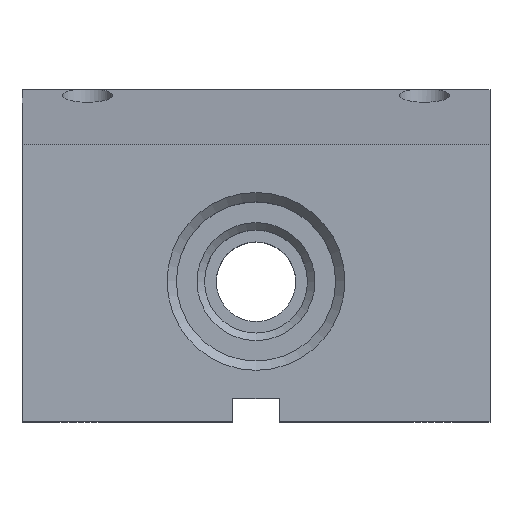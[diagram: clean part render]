
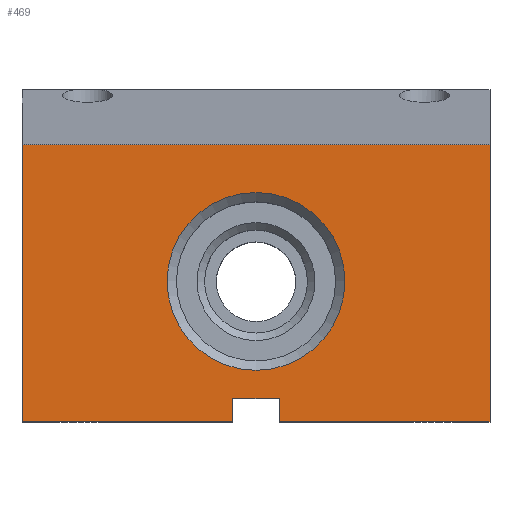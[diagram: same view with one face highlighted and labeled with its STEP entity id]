
A CAD part, top view. The second image highlights one B-rep face of the part: STEP entity #469.
In plain terms, the highlighted planar face has unit normal (0, 0, 1).
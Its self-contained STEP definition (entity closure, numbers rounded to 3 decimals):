
#469 = ADVANCED_FACE( '', ( #1015, #1016 ), #1017, .F. );
#1015 = FACE_BOUND( '', #1641, .T. );
#1016 = FACE_OUTER_BOUND( '', #1642, .T. );
#1017 = PLANE( '', #1643 );
#1641 = EDGE_LOOP( '', ( #2935 ) );
#1642 = EDGE_LOOP( '', ( #2936, #2937, #2938, #2939, #2940, #2941, #2942, #2943 ) );
#1643 = AXIS2_PLACEMENT_3D( '', #2944, #2945, #2946 );
#2935 = ORIENTED_EDGE( '', *, *, #4229, .T. );
#2936 = ORIENTED_EDGE( '', *, *, #4201, .F. );
#2937 = ORIENTED_EDGE( '', *, *, #4350, .F. );
#2938 = ORIENTED_EDGE( '', *, *, #4351, .F. );
#2939 = ORIENTED_EDGE( '', *, *, #4057, .F. );
#2940 = ORIENTED_EDGE( '', *, *, #4134, .T. );
#2941 = ORIENTED_EDGE( '', *, *, #4352, .T. );
#2942 = ORIENTED_EDGE( '', *, *, #4353, .F. );
#2943 = ORIENTED_EDGE( '', *, *, #4354, .F. );
#2944 = CARTESIAN_POINT( '', ( 25., 17.75, 12.5 ) );
#2945 = DIRECTION( '', ( 0., 0., -1. ) );
#2946 = DIRECTION( '', ( 0., 1., 0. ) );
#4057 = EDGE_CURVE( '', #4986, #4988, #4989, .T. );
#4134 = EDGE_CURVE( '', #4986, #5109, #5111, .T. );
#4201 = EDGE_CURVE( '', #5209, #5205, #5211, .T. );
#4229 = EDGE_CURVE( '', #5256, #5256, #5257, .T. );
#4350 = EDGE_CURVE( '', #5432, #5209, #5433, .T. );
#4351 = EDGE_CURVE( '', #4988, #5432, #5434, .T. );
#4352 = EDGE_CURVE( '', #5109, #5435, #5436, .T. );
#4353 = EDGE_CURVE( '', #5437, #5435, #5438, .T. );
#4354 = EDGE_CURVE( '', #5205, #5437, #5439, .T. );
#4986 = VERTEX_POINT( '', #6341 );
#4988 = VERTEX_POINT( '', #6344 );
#4989 = LINE( '', #6345, #6346 );
#5109 = VERTEX_POINT( '', #6537 );
#5111 = LINE( '', #6540, #6541 );
#5205 = VERTEX_POINT( '', #6674 );
#5209 = VERTEX_POINT( '', #6680 );
#5211 = LINE( '', #6683, #6684 );
#5256 = VERTEX_POINT( '', #6748 );
#5257 = CIRCLE( '', #6749, 9.5 );
#5432 = VERTEX_POINT( '', #7017 );
#5433 = LINE( '', #7018, #7019 );
#5434 = LINE( '', #7020, #7021 );
#5435 = VERTEX_POINT( '', #7022 );
#5436 = LINE( '', #7023, #7024 );
#5437 = VERTEX_POINT( '', #7025 );
#5438 = LINE( '', #7026, #7027 );
#5439 = LINE( '', #7028, #7029 );
#6341 = CARTESIAN_POINT( '', ( 25., 11.85, 12.5 ) );
#6344 = CARTESIAN_POINT( '', ( 25., -17.75, 12.5 ) );
#6345 = CARTESIAN_POINT( '', ( 25., 17.75, 12.5 ) );
#6346 = VECTOR( '', #7624, 1000. );
#6537 = CARTESIAN_POINT( '', ( -25., 11.85, 12.5 ) );
#6540 = CARTESIAN_POINT( '', ( 25., 11.85, 12.5 ) );
#6541 = VECTOR( '', #7688, 1000. );
#6674 = CARTESIAN_POINT( '', ( -2.5, -15.25, 12.5 ) );
#6680 = CARTESIAN_POINT( '', ( 2.5, -15.25, 12.5 ) );
#6683 = CARTESIAN_POINT( '', ( 2.5, -15.25, 12.5 ) );
#6684 = VECTOR( '', #7752, 1000. );
#6748 = CARTESIAN_POINT( '', ( 0., 6.75, 12.5 ) );
#6749 = AXIS2_PLACEMENT_3D( '', #7775, #7776, #7777 );
#7017 = CARTESIAN_POINT( '', ( 2.5, -17.75, 12.5 ) );
#7018 = CARTESIAN_POINT( '', ( 2.5, -17.75, 12.5 ) );
#7019 = VECTOR( '', #7883, 1000. );
#7020 = CARTESIAN_POINT( '', ( 25., -17.75, 12.5 ) );
#7021 = VECTOR( '', #7884, 1000. );
#7022 = CARTESIAN_POINT( '', ( -25., -17.75, 12.5 ) );
#7023 = CARTESIAN_POINT( '', ( -25., 17.75, 12.5 ) );
#7024 = VECTOR( '', #7885, 1000. );
#7025 = CARTESIAN_POINT( '', ( -2.5, -17.75, 12.5 ) );
#7026 = CARTESIAN_POINT( '', ( 25., -17.75, 12.5 ) );
#7027 = VECTOR( '', #7886, 1000. );
#7028 = CARTESIAN_POINT( '', ( -2.5, -15.25, 12.5 ) );
#7029 = VECTOR( '', #7887, 1000. );
#7624 = DIRECTION( '', ( 0., -1., 0. ) );
#7688 = DIRECTION( '', ( -1., 0., 0. ) );
#7752 = DIRECTION( '', ( -1., 0., 0. ) );
#7775 = CARTESIAN_POINT( '', ( 0., -2.75, 12.5 ) );
#7776 = DIRECTION( '', ( 0., 0., -1. ) );
#7777 = DIRECTION( '', ( 0., 1., 0. ) );
#7883 = DIRECTION( '', ( 0., 1., 0. ) );
#7884 = DIRECTION( '', ( -1., 0., 0. ) );
#7885 = DIRECTION( '', ( 0., -1., 0. ) );
#7886 = DIRECTION( '', ( -1., 0., 0. ) );
#7887 = DIRECTION( '', ( 0., -1., 0. ) );
